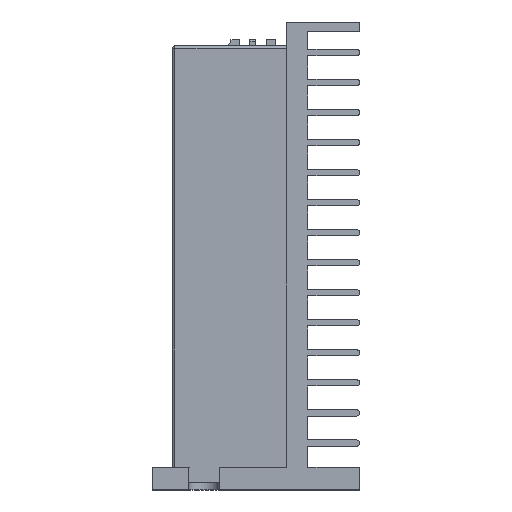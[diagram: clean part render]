
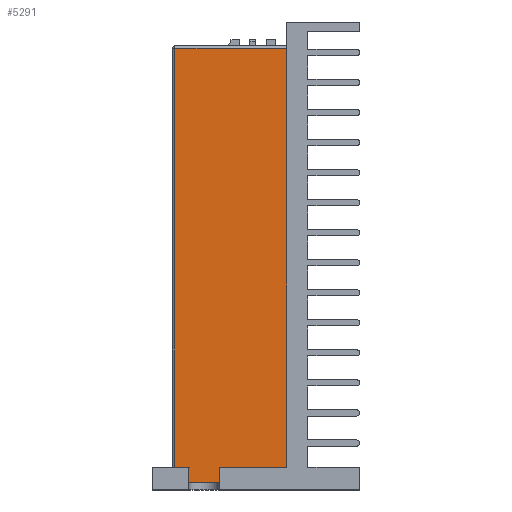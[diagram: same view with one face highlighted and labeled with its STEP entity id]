
A CAD part, left-side view. The second image highlights one B-rep face of the part: STEP entity #5291.
In plain terms, the highlighted planar face has unit normal (-1, 0, 0).
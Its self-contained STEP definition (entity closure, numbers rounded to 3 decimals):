
#628=FACE_OUTER_BOUND('',#919,.T.);
#919=EDGE_LOOP('',(#3961,#3962,#3963,#3964));
#1344=LINE('',#7919,#1866);
#1345=LINE('',#7926,#1867);
#1346=LINE('',#7928,#1868);
#1347=LINE('',#7929,#1869);
#1866=VECTOR('',#6481,10.);
#1867=VECTOR('',#6492,10.);
#1868=VECTOR('',#6493,10.);
#1869=VECTOR('',#6494,10.);
#2343=VERTEX_POINT('',#7915);
#2344=VERTEX_POINT('',#7917);
#2345=VERTEX_POINT('',#7925);
#2346=VERTEX_POINT('',#7927);
#2938=EDGE_CURVE('',#2344,#2343,#1344,.T.);
#2941=EDGE_CURVE('',#2345,#2344,#1345,.T.);
#2942=EDGE_CURVE('',#2346,#2345,#1346,.T.);
#2943=EDGE_CURVE('',#2343,#2346,#1347,.T.);
#3961=ORIENTED_EDGE('',*,*,#2938,.F.);
#3962=ORIENTED_EDGE('',*,*,#2941,.F.);
#3963=ORIENTED_EDGE('',*,*,#2942,.F.);
#3964=ORIENTED_EDGE('',*,*,#2943,.F.);
#5091=PLANE('',#5709);
#5291=ADVANCED_FACE('',(#628),#5091,.T.);
#5709=AXIS2_PLACEMENT_3D('',#7924,#6490,#6491);
#6481=DIRECTION('',(0.,-1.,0.));
#6490=DIRECTION('center_axis',(-1.,0.,0.));
#6491=DIRECTION('ref_axis',(0.,0.,
1.));
#6492=DIRECTION('',(0.,0.,1.));
#6493=DIRECTION('',(0.,1.,0.));
#6494=DIRECTION('',(0.,0.,-1.));
#7915=CARTESIAN_POINT('',(-13.846,61.,79.8));
#7917=CARTESIAN_POINT('',(-13.846,81.6,79.8));
#7919=CARTESIAN_POINT('',(-13.846,61.,79.8));
#7924=CARTESIAN_POINT('Origin',(-13.846,61.,8.7));
#7925=CARTESIAN_POINT('',(-13.846,81.6,8.7));
#7926=CARTESIAN_POINT('',(-13.846,81.6,25.825));
#7927=CARTESIAN_POINT('',(-13.846,61.,8.7));
#7928=CARTESIAN_POINT('',(-13.846,61.,8.7));
#7929=CARTESIAN_POINT('',(-13.846,61.,78.7));
